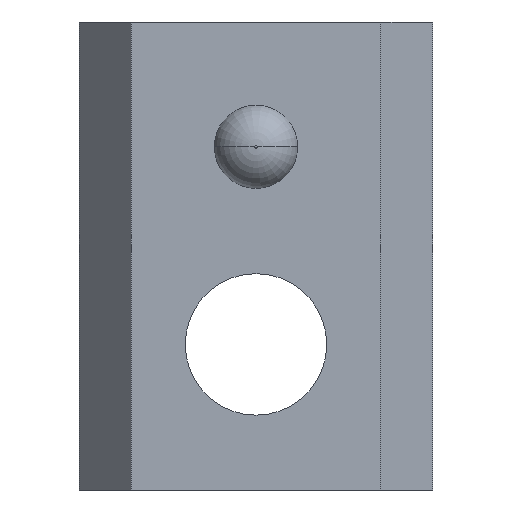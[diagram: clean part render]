
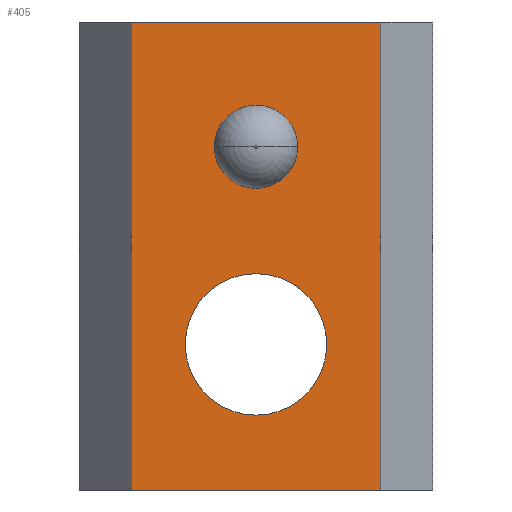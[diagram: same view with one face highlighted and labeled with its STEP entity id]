
A CAD part, front view. The second image highlights one B-rep face of the part: STEP entity #405.
In plain terms, the highlighted planar face has unit normal (0, -1, 0).
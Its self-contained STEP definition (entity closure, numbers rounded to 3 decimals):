
#4 = CARTESIAN_POINT ( 'NONE',  ( 6., 0., 0. ) ) ;
#10 = DIRECTION ( 'NONE',  ( 0., -1., 0. ) ) ;
#15 = DIRECTION ( 'NONE',  ( 0., 0., 1. ) ) ;
#21 = DIRECTION ( 'NONE',  ( 0., 1., 0. ) ) ;
#44 = DIRECTION ( 'NONE',  ( 1., 0., 0. ) ) ;
#50 = DIRECTION ( 'NONE',  ( -1., 0., 0. ) ) ;
#52 = CARTESIAN_POINT ( 'NONE',  ( -6., 0., 22.5 ) ) ;
#54 = CARTESIAN_POINT ( 'NONE',  ( 0., 0., 16.5 ) ) ;
#63 = CARTESIAN_POINT ( 'NONE',  ( 0., 0., 7. ) ) ;
#64 = DIRECTION ( 'NONE',  ( 0., 0., -1. ) ) ;
#67 = DIRECTION ( 'NONE',  ( 0., 0., 1. ) ) ;
#68 = CARTESIAN_POINT ( 'NONE',  ( 0., 0., 7. ) ) ;
#73 = DIRECTION ( 'NONE',  ( 0., -1., 0. ) ) ;
#75 = CARTESIAN_POINT ( 'NONE',  ( 6., 0., 22.5 ) ) ;
#76 = CARTESIAN_POINT ( 'NONE',  ( 0., 0., 16.5 ) ) ;
#86 = DIRECTION ( 'NONE',  ( 0., 0., -1. ) ) ;
#110 = CARTESIAN_POINT ( 'NONE',  ( 6., 0., 22.5 ) ) ;
#117 = DIRECTION ( 'NONE',  ( -1., 0., 0. ) ) ;
#122 = DIRECTION ( 'NONE',  ( 1., 0., 0. ) ) ;
#131 = DIRECTION ( 'NONE',  ( 0., 1., 0. ) ) ;
#142 = CIRCLE ( 'NONE', #283, 2. ) ;
#143 = CIRCLE ( 'NONE', #284, 3.4 ) ;
#144 = LINE ( 'NONE', #75, #146 ) ;
#145 = CIRCLE ( 'NONE', #285, 3.4 ) ;
#146 = VECTOR ( 'NONE', #64, 1000. ) ;
#160 = LINE ( 'NONE', #4, #162 ) ;
#162 = VECTOR ( 'NONE', #122, 1000. ) ;
#173 = LINE ( 'NONE', #110, #176 ) ;
#176 = VECTOR ( 'NONE', #44, 1000. ) ;
#203 = ORIENTED_EDGE ( 'NONE', *, *, #292, .F. ) ;
#204 = ORIENTED_EDGE ( 'NONE', *, *, #308, .T. ) ;
#205 = ORIENTED_EDGE ( 'NONE', *, *, #238, .F. ) ;
#206 = ORIENTED_EDGE ( 'NONE', *, *, #264, .T. ) ;
#209 = ORIENTED_EDGE ( 'NONE', *, *, #281, .T. ) ;
#210 = ORIENTED_EDGE ( 'NONE', *, *, #268, .F. ) ;
#211 = ORIENTED_EDGE ( 'NONE', *, *, #279, .F. ) ;
#214 = ORIENTED_EDGE ( 'NONE', *, *, #280, .T. ) ;
#238 = EDGE_CURVE ( 'NONE', #496, #514, #173, .T. ) ;
#261 = AXIS2_PLACEMENT_3D ( 'NONE', #439, #438, #434 ) ;
#264 = EDGE_CURVE ( 'NONE', #496, #493, #383, .T. ) ;
#268 = EDGE_CURVE ( 'NONE', #501, #489, #421, .T. ) ;
#279 = EDGE_CURVE ( 'NONE', #489, #501, #142, .T. ) ;
#280 = EDGE_CURVE ( 'NONE', #504, #499, #143, .T. ) ;
#281 = EDGE_CURVE ( 'NONE', #499, #504, #145, .T. ) ;
#282 = AXIS2_PLACEMENT_3D ( 'NONE', #76, #10, #117 ) ;
#283 = AXIS2_PLACEMENT_3D ( 'NONE', #54, #73, #50 ) ;
#284 = AXIS2_PLACEMENT_3D ( 'NONE', #68, #21, #15 ) ;
#285 = AXIS2_PLACEMENT_3D ( 'NONE', #63, #131, #67 ) ;
#292 = EDGE_CURVE ( 'NONE', #514, #495, #144, .T. ) ;
#308 = EDGE_CURVE ( 'NONE', #493, #495, #160, .T. ) ;
#356 = EDGE_LOOP ( 'NONE', ( #214, #209 ) ) ;
#360 = EDGE_LOOP ( 'NONE', ( #204, #203, #205, #206 ) ) ;
#381 = EDGE_LOOP ( 'NONE', ( #210, #211 ) ) ;
#383 = LINE ( 'NONE', #52, #388 ) ;
#388 = VECTOR ( 'NONE', #86, 1000. ) ;
#405 = ADVANCED_FACE ( 'NONE', ( #549, #550, #551 ), #428, .F. ) ;
#421 = CIRCLE ( 'NONE', #282, 2. ) ;
#428 = PLANE ( 'NONE',  #261 ) ;
#433 = CARTESIAN_POINT ( 'NONE',  ( 2., 0., 16.5 ) ) ;
#434 = DIRECTION ( 'NONE',  ( -1., 0., 0. ) ) ;
#438 = DIRECTION ( 'NONE',  ( 0., 1., 0. ) ) ;
#439 = CARTESIAN_POINT ( 'NONE',  ( 6., 0., 22.5 ) ) ;
#445 = CARTESIAN_POINT ( 'NONE',  ( 6., 0., 0. ) ) ;
#446 = CARTESIAN_POINT ( 'NONE',  ( -2., 0., 16.5 ) ) ;
#447 = CARTESIAN_POINT ( 'NONE',  ( 0., 0., 10.4 ) ) ;
#449 = CARTESIAN_POINT ( 'NONE',  ( -6., 0., 22.5 ) ) ;
#467 = CARTESIAN_POINT ( 'NONE',  ( 0., 0., 3.6 ) ) ;
#468 = CARTESIAN_POINT ( 'NONE',  ( -6., 0., 0. ) ) ;
#472 = CARTESIAN_POINT ( 'NONE',  ( 6., 0., 22.5 ) ) ;
#489 = VERTEX_POINT ( 'NONE', #433 ) ;
#493 = VERTEX_POINT ( 'NONE', #468 ) ;
#495 = VERTEX_POINT ( 'NONE', #445 ) ;
#496 = VERTEX_POINT ( 'NONE', #449 ) ;
#499 = VERTEX_POINT ( 'NONE', #467 ) ;
#501 = VERTEX_POINT ( 'NONE', #446 ) ;
#504 = VERTEX_POINT ( 'NONE', #447 ) ;
#514 = VERTEX_POINT ( 'NONE', #472 ) ;
#549 = FACE_OUTER_BOUND ( 'NONE', #360, .T. ) ;
#550 = FACE_BOUND ( 'NONE', #356, .T. ) ;
#551 = FACE_BOUND ( 'NONE', #381, .T. ) ;
